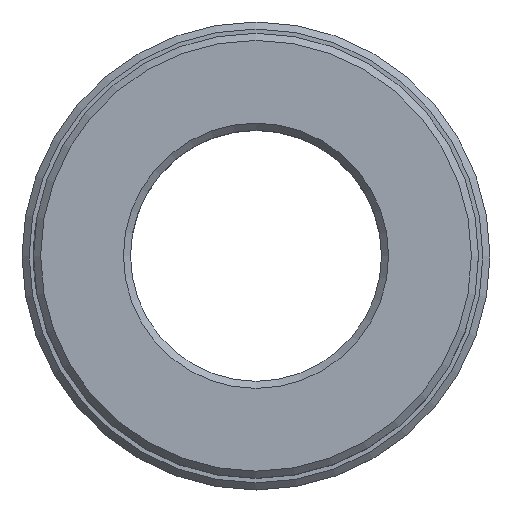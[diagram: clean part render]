
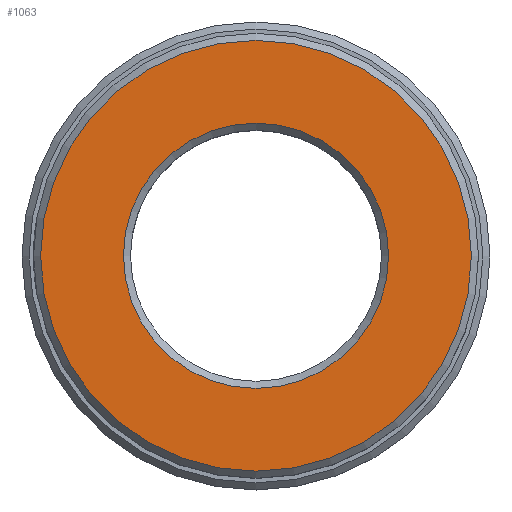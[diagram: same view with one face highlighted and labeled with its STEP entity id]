
A CAD part, top view. The second image highlights one B-rep face of the part: STEP entity #1063.
In plain terms, the highlighted planar face has unit normal (0, 0, 1).
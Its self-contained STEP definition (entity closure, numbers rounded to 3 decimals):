
#200 = CARTESIAN_POINT ( 'NONE',  ( 0., 0., 8. ) ) ;
#286 = EDGE_LOOP ( 'NONE', ( #507 ) ) ;
#300 = FACE_BOUND ( 'NONE', #822, .T. ) ;
#400 = DIRECTION ( 'NONE',  ( 1., 0., 0. ) ) ;
#413 = DIRECTION ( 'NONE',  ( 0., 0., 1. ) ) ;
#451 = VERTEX_POINT ( 'NONE', #1252 ) ;
#507 = ORIENTED_EDGE ( 'NONE', *, *, #1288, .T. ) ;
#509 = PLANE ( 'NONE',  #657 ) ;
#529 = VERTEX_POINT ( 'NONE', #1145 ) ;
#547 = EDGE_CURVE ( 'NONE', #451, #451, #570, .T. ) ;
#570 = CIRCLE ( 'NONE', #1198, 7.45 ) ;
#604 = FACE_OUTER_BOUND ( 'NONE', #286, .T. ) ;
#609 = ORIENTED_EDGE ( 'NONE', *, *, #547, .T. ) ;
#617 = DIRECTION ( 'NONE',  ( 0., 0., 1. ) ) ;
#657 = AXIS2_PLACEMENT_3D ( 'NONE', #1298, #617, #400 ) ;
#683 = DIRECTION ( 'NONE',  ( 1., 0., 0. ) ) ;
#705 = DIRECTION ( 'NONE',  ( -1., 0., 0. ) ) ;
#768 = CARTESIAN_POINT ( 'NONE',  ( 0., 0., 8. ) ) ;
#822 = EDGE_LOOP ( 'NONE', ( #609 ) ) ;
#1063 = ADVANCED_FACE ( 'NONE', ( #300, #604 ), #509, .T. ) ;
#1069 = DIRECTION ( 'NONE',  ( 0., 0., -1. ) ) ;
#1145 = CARTESIAN_POINT ( 'NONE',  ( -12.1, 0., 8. ) ) ;
#1175 = AXIS2_PLACEMENT_3D ( 'NONE', #200, #413, #705 ) ;
#1198 = AXIS2_PLACEMENT_3D ( 'NONE', #768, #1069, #683 ) ;
#1252 = CARTESIAN_POINT ( 'NONE',  ( 7.45, 0., 8. ) ) ;
#1284 = CIRCLE ( 'NONE', #1175, 12.1 ) ;
#1288 = EDGE_CURVE ( 'NONE', #529, #529, #1284, .T. ) ;
#1298 = CARTESIAN_POINT ( 'NONE',  ( 0., 0., 8. ) ) ;
